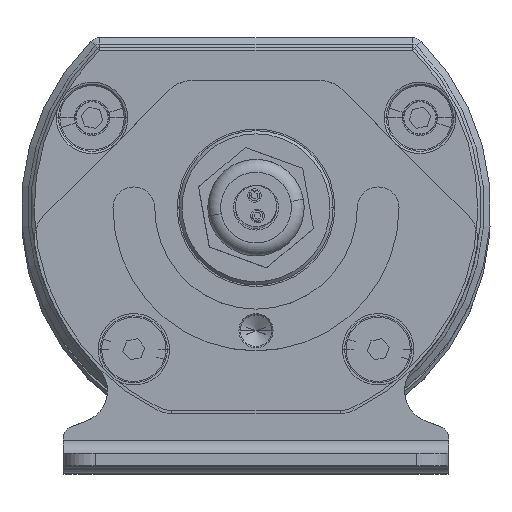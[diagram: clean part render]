
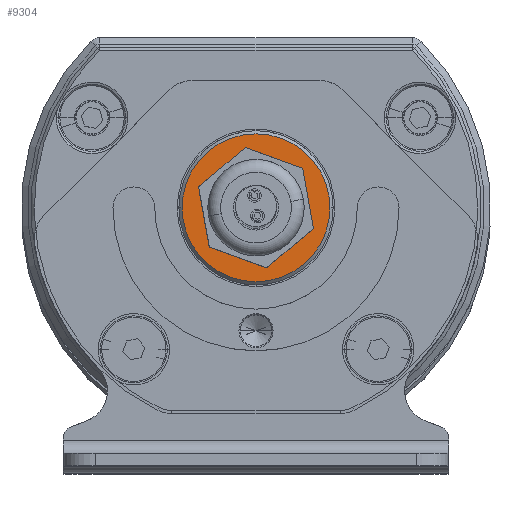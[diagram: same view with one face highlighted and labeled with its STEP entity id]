
A CAD part, top view. The second image highlights one B-rep face of the part: STEP entity #9304.
In plain terms, the highlighted planar face has unit normal (0, 0, 1).
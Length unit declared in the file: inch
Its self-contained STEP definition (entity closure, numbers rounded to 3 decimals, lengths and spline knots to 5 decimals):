
#110 = CARTESIAN_POINT ( 'NONE',  ( 0., -0.98228, 0.1378 ) ) ;
#206 = CARTESIAN_POINT ( 'NONE',  ( 0., -0.98228, 0.1378 ) ) ;
#509 = DIRECTION ( 'NONE',  ( 1., 0., 0. ) ) ;
#519 = CARTESIAN_POINT ( 'NONE',  ( 0.45276, -0.98228, 0.1378 ) ) ;
#573 = CIRCLE ( 'NONE', #5938, 0.45276 ) ;
#1221 = DIRECTION ( 'NONE',  ( 0., 0., 1. ) ) ;
#1990 = CARTESIAN_POINT ( 'NONE',  ( 0.31496, -0.98228, 0.1378 ) ) ;
#2348 = AXIS2_PLACEMENT_3D ( 'NONE', #9510, #3349, #509 ) ;
#2778 = EDGE_LOOP ( 'NONE', ( #3192, #2932 ) ) ;
#2932 = ORIENTED_EDGE ( 'NONE', *, *, #6807, .F. ) ;
#3002 = VERTEX_POINT ( 'NONE', #11300 ) ;
#3192 = ORIENTED_EDGE ( 'NONE', *, *, #14215, .F. ) ;
#3349 = DIRECTION ( 'NONE',  ( 0., 0., -1. ) ) ;
#3878 = DIRECTION ( 'NONE',  ( -1., 0., 0. ) ) ;
#5900 = EDGE_CURVE ( 'NONE', #8536, #3002, #12028, .T. ) ;
#5938 = AXIS2_PLACEMENT_3D ( 'NONE', #206, #11405, #3878 ) ;
#6488 = ORIENTED_EDGE ( 'NONE', *, *, #5900, .T. ) ;
#6807 = EDGE_CURVE ( 'NONE', #11112, #6873, #573, .T. ) ;
#6873 = VERTEX_POINT ( 'NONE', #18175 ) ;
#7168 = EDGE_LOOP ( 'NONE', ( #6488, #18831 ) ) ;
#7613 = DIRECTION ( 'NONE',  ( 1., 0., 0. ) ) ;
#7966 = DIRECTION ( 'NONE',  ( 0., 0., -1. ) ) ;
#8028 = AXIS2_PLACEMENT_3D ( 'NONE', #110, #7966, #12961 ) ;
#8536 = VERTEX_POINT ( 'NONE', #1990 ) ;
#8773 = CARTESIAN_POINT ( 'NONE',  ( 0., -0.98228, 0.1378 ) ) ;
#9064 = FACE_BOUND ( 'NONE', #7168, .T. ) ;
#9163 = CARTESIAN_POINT ( 'NONE',  ( 0., -0.98228, 0.1378 ) ) ;
#9304 = ADVANCED_FACE ( 'NONE', ( #9064, #18770 ), #18862, .T. ) ;
#9510 = CARTESIAN_POINT ( 'NONE',  ( 0., -0.98228, 0.1378 ) ) ;
#11112 = VERTEX_POINT ( 'NONE', #519 ) ;
#11300 = CARTESIAN_POINT ( 'NONE',  ( -0.31496, -0.98228, 0.1378 ) ) ;
#11405 = DIRECTION ( 'NONE',  ( 0., 0., -1. ) ) ;
#12028 = CIRCLE ( 'NONE', #2348, 0.31496 ) ;
#12272 = EDGE_CURVE ( 'NONE', #3002, #8536, #13348, .T. ) ;
#12961 = DIRECTION ( 'NONE',  ( 1., 0., 0. ) ) ;
#13141 = AXIS2_PLACEMENT_3D ( 'NONE', #8773, #20143, #13571 ) ;
#13348 = CIRCLE ( 'NONE', #8028, 0.31496 ) ;
#13571 = DIRECTION ( 'NONE',  ( -1., 0., 0. ) ) ;
#14215 = EDGE_CURVE ( 'NONE', #6873, #11112, #15809, .T. ) ;
#15809 = CIRCLE ( 'NONE', #13141, 0.45276 ) ;
#18175 = CARTESIAN_POINT ( 'NONE',  ( -0.45276, -0.98228, 0.1378 ) ) ;
#18770 = FACE_OUTER_BOUND ( 'NONE', #2778, .T. ) ;
#18831 = ORIENTED_EDGE ( 'NONE', *, *, #12272, .T. ) ;
#18862 = PLANE ( 'NONE',  #20380 ) ;
#20143 = DIRECTION ( 'NONE',  ( 0., 0., -1. ) ) ;
#20380 = AXIS2_PLACEMENT_3D ( 'NONE', #9163, #1221, #7613 ) ;
